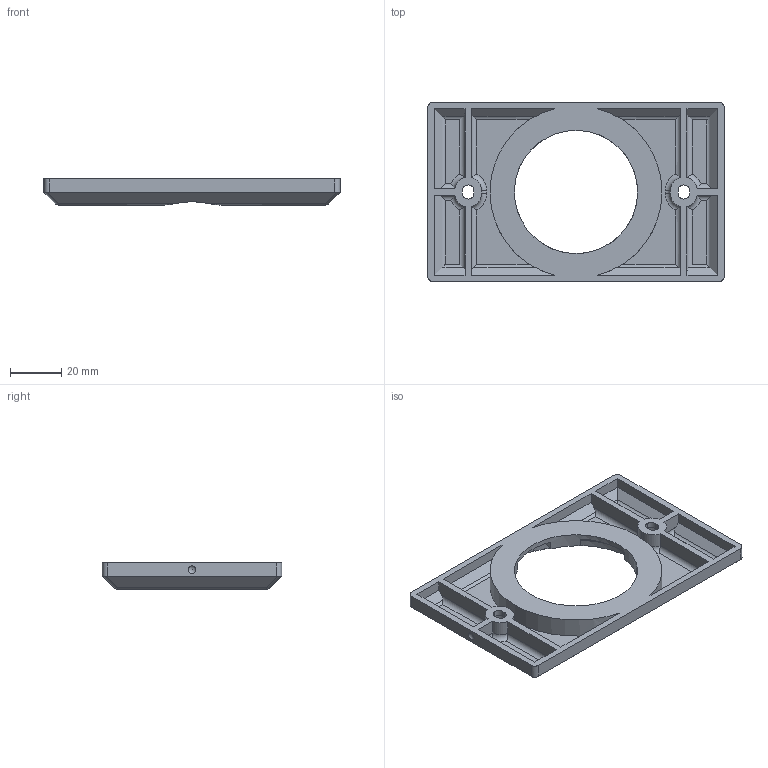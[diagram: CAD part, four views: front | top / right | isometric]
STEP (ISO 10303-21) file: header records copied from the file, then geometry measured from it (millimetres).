
FILE_DESCRIPTION(/* description */ (''),/* implementation_level */ '2;1');
FILE_NAME(/* name */ 'Doorbell Chime Mount (base).step',/* time_stamp */ '2025-09-18T14:41:38+12:00',/* author */ (''),/* organization */ (''),/* preprocessor_version */ 'ST-DEVELOPER v20.1',/* originating_system */ 'Autodesk Translation Framework v14.17.0.0',/* authorisation */ '');
FILE_SCHEMA (('AUTOMOTIVE_DESIGN { 1 0 10303 214 3 1 1 }'));
Length unit declared in the file: millimetre
Products named in the file (1): Unifi Doorbell Chime Mount
Bounding box: 115.4 x 69.9 x 10.2 mm (x, y, z)
Volume: 26003.9 mm3; surface area: 23116.3 mm2
Topology: 1 solids, 1 shells, 217 faces, 567 edges, 360 vertices
Faces by surface type: plane 102, cylinder 89, torus 16, sphere 6, cone 4
Full cylindrical faces by diameter (mm): 48 x1, 62.5 x1, 63 x1
Entity records: 6863 total; most frequent: CARTESIAN_POINT 1381, DIRECTION 1173, ORIENTED_EDGE 1130, EDGE_CURVE 565, AXIS2_PLACEMENT_3D 424, VERTEX_POINT 360, LINE 325, VECTOR 325
